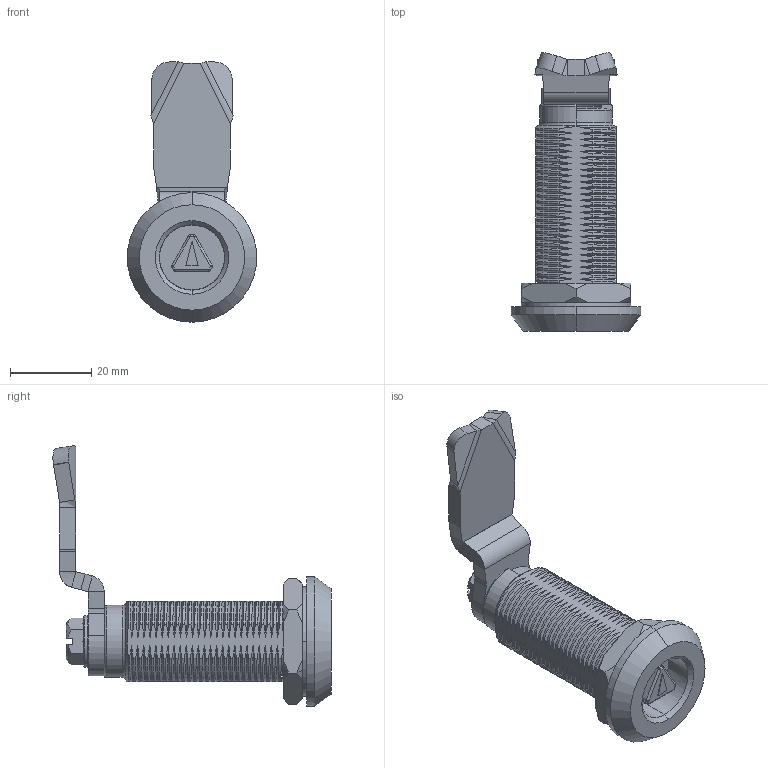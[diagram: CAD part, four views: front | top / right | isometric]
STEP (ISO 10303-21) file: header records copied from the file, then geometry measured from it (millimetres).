
FILE_DESCRIPTION (( 'STEP AP203' ), '1' );
FILE_NAME ('KY50.09.1.2.64.0 YAYLI.STEP', '2022-05-12T08:13:46', ( '' ), ( '' ), 'SwSTEP 2.0', 'SolidWorks 2021', '' );
FILE_SCHEMA (( 'CONFIG_CONTROL_DESIGN' ));
Products named in the file (1): KY50.09.1.2.64.0 YAYLI
Bounding box: 32 x 68.65 x 64.31 mm (x, y, z)
Surface area: 12451.6 mm2 (no closed solid volume)
Topology: 0 solids, 18 shells, 504 faces, 1533 edges, 1032 vertices
Faces by surface type: bspline 216, cylinder 146, plane 97, cone 31, torus 7, sphere 7
Entity records: 229890 total; most frequent: CARTESIAN_POINT 219074, ORIENTED_EDGE 2854, EDGE_CURVE 1529, DIRECTION 1349, VERTEX_POINT 1032, B_SPLINE_CURVE_WITH_KNOTS 569, EDGE_LOOP 511, FACE_OUTER_BOUND 504
